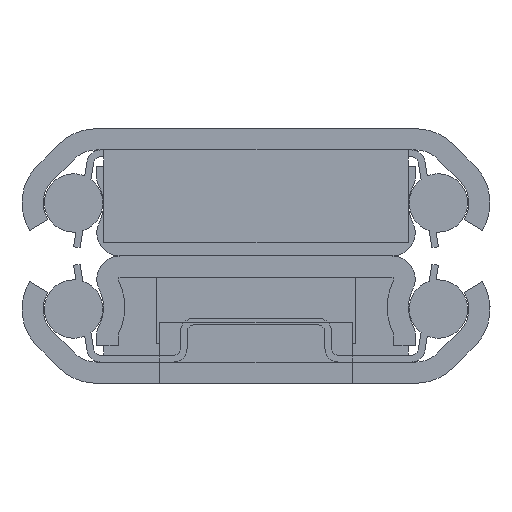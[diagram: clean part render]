
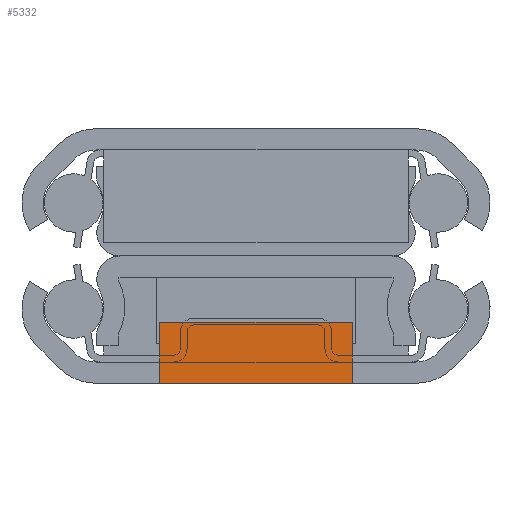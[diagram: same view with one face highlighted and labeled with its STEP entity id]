
A CAD part, left-side view. The second image highlights one B-rep face of the part: STEP entity #5332.
In plain terms, the highlighted face is planar.
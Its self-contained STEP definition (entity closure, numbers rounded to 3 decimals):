
#19 = VECTOR ( 'NONE', #1667, 1000. ) ;
#67 = DIRECTION ( 'NONE',  ( 0., -1., 0. ) ) ;
#143 = DIRECTION ( 'NONE',  ( -1., 0., 0. ) ) ;
#524 = DIRECTION ( 'NONE',  ( -1., 0., 0. ) ) ;
#581 = EDGE_CURVE ( 'NONE', #4329, #4922, #4018, .T. ) ;
#617 = LINE ( 'NONE', #3977, #5590 ) ;
#655 = CARTESIAN_POINT ( 'NONE',  ( -9.6, 7.25, 200.2 ) ) ;
#715 = CARTESIAN_POINT ( 'NONE',  ( -5., -7.25, 200.2 ) ) ;
#727 = DIRECTION ( 'NONE',  ( 0., 0., -1. ) ) ;
#902 = EDGE_CURVE ( 'NONE', #4922, #4453, #5588, .T. ) ;
#965 = EDGE_CURVE ( 'NONE', #2816, #4551, #617, .T. ) ;
#1112 = CARTESIAN_POINT ( 'NONE',  ( -5., -7.25, 200.2 ) ) ;
#1129 = EDGE_CURVE ( 'NONE', #2216, #2816, #5202, .T. ) ;
#1187 = AXIS2_PLACEMENT_3D ( 'NONE', #1317, #727, #143 ) ;
#1227 = LINE ( 'NONE', #2263, #19 ) ;
#1277 = ORIENTED_EDGE ( 'NONE', *, *, #965, .T. ) ;
#1317 = CARTESIAN_POINT ( 'NONE',  ( -8., 7.25, 200.2 ) ) ;
#1530 = EDGE_CURVE ( 'NONE', #2216, #4329, #1227, .T. ) ;
#1548 = CARTESIAN_POINT ( 'NONE',  ( -8., 7.25, 200.2 ) ) ;
#1667 = DIRECTION ( 'NONE',  ( 0., -1., 0. ) ) ;
#1893 = PLANE ( 'NONE',  #1187 ) ;
#2047 = ORIENTED_EDGE ( 'NONE', *, *, #1530, .F. ) ;
#2062 = FACE_OUTER_BOUND ( 'NONE', #3999, .T. ) ;
#2070 = VECTOR ( 'NONE', #4013, 1000. ) ;
#2216 = VERTEX_POINT ( 'NONE', #5180 ) ;
#2263 = CARTESIAN_POINT ( 'NONE',  ( -5., 7.25, 200.2 ) ) ;
#2816 = VERTEX_POINT ( 'NONE', #1548 ) ;
#2849 = ORIENTED_EDGE ( 'NONE', *, *, #902, .F. ) ;
#2929 = VECTOR ( 'NONE', #3811, 1000. ) ;
#2956 = CARTESIAN_POINT ( 'NONE',  ( -9.6, -7.25, 200.2 ) ) ;
#2994 = LINE ( 'NONE', #655, #4665 ) ;
#3177 = VECTOR ( 'NONE', #524, 1000. ) ;
#3397 = DIRECTION ( 'NONE',  ( -1., 0., 0. ) ) ;
#3504 = CARTESIAN_POINT ( 'NONE',  ( -8., -7.25, 200.2 ) ) ;
#3811 = DIRECTION ( 'NONE',  ( -1., 0., 0. ) ) ;
#3977 = CARTESIAN_POINT ( 'NONE',  ( -8., 7.25, 200.2 ) ) ;
#3999 = EDGE_LOOP ( 'NONE', ( #4151, #2849, #4836, #2047, #5637, #1277 ) ) ;
#4008 = CARTESIAN_POINT ( 'NONE',  ( -9.6, 7.25, 200.2 ) ) ;
#4013 = DIRECTION ( 'NONE',  ( -1., 0., 0. ) ) ;
#4018 = LINE ( 'NONE', #1112, #3177 ) ;
#4151 = ORIENTED_EDGE ( 'NONE', *, *, #4735, .T. ) ;
#4329 = VERTEX_POINT ( 'NONE', #715 ) ;
#4390 = CARTESIAN_POINT ( 'NONE',  ( -8., -7.25, 200.2 ) ) ;
#4453 = VERTEX_POINT ( 'NONE', #2956 ) ;
#4551 = VERTEX_POINT ( 'NONE', #4008 ) ;
#4604 = CARTESIAN_POINT ( 'NONE',  ( -5., 7.25, 200.2 ) ) ;
#4665 = VECTOR ( 'NONE', #67, 1000. ) ;
#4735 = EDGE_CURVE ( 'NONE', #4551, #4453, #2994, .T. ) ;
#4836 = ORIENTED_EDGE ( 'NONE', *, *, #581, .F. ) ;
#4922 = VERTEX_POINT ( 'NONE', #3504 ) ;
#5180 = CARTESIAN_POINT ( 'NONE',  ( -5., 7.25, 200.2 ) ) ;
#5202 = LINE ( 'NONE', #4604, #2070 ) ;
#5332 = ADVANCED_FACE ( 'NONE', ( #2062 ), #1893, .F. ) ;
#5588 = LINE ( 'NONE', #4390, #2929 ) ;
#5590 = VECTOR ( 'NONE', #3397, 1000. ) ;
#5637 = ORIENTED_EDGE ( 'NONE', *, *, #1129, .T. ) ;
